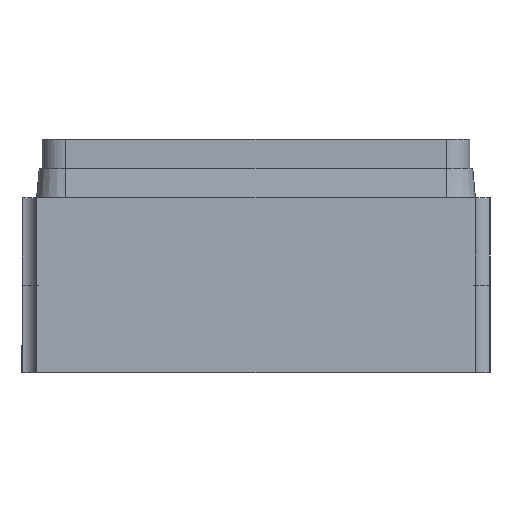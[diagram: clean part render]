
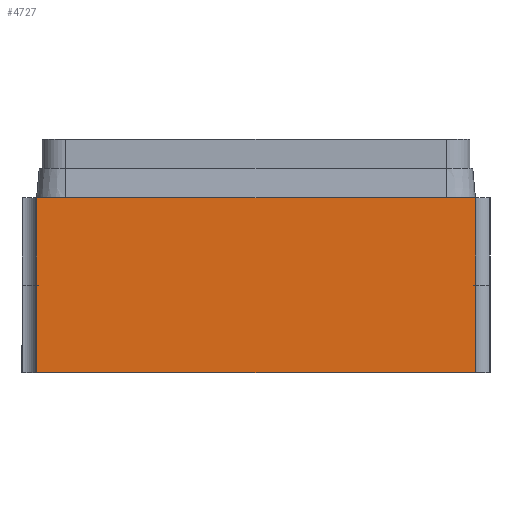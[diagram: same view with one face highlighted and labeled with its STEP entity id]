
A CAD part, left-side view. The second image highlights one B-rep face of the part: STEP entity #4727.
In plain terms, the highlighted planar face has unit normal (-1, 0, 0).
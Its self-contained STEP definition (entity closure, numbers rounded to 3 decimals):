
#578=ORIENTED_EDGE('',*,*,#1456,.T.);
#579=ORIENTED_EDGE('',*,*,#1413,.F.);
#580=ORIENTED_EDGE('',*,*,#1443,.F.);
#581=ORIENTED_EDGE('',*,*,#1476,.F.);
#582=ORIENTED_EDGE('',*,*,#1474,.T.);
#583=ORIENTED_EDGE('',*,*,#1354,.T.);
#1354=EDGE_CURVE('',#1855,#1861,#2195,.T.);
#1413=EDGE_CURVE('',#1902,#1903,#2251,.T.);
#1443=EDGE_CURVE('',#1920,#1902,#2270,.T.);
#1456=EDGE_CURVE('',#1861,#1903,#2278,.T.);
#1474=EDGE_CURVE('',#1934,#1855,#2287,.T.);
#1476=EDGE_CURVE('',#1934,#1920,#2288,.T.);
#1855=VERTEX_POINT('',#6087);
#1861=VERTEX_POINT('',#6101);
#1902=VERTEX_POINT('',#6220);
#1903=VERTEX_POINT('',#6224);
#1920=VERTEX_POINT('',#6300);
#1934=VERTEX_POINT('',#6383);
#2195=LINE('',#6102,#2509);
#2251=LINE('',#6223,#2565);
#2270=LINE('',#6301,#2584);
#2278=LINE('',#6329,#2592);
#2287=LINE('',#6382,#2601);
#2288=LINE('',#6386,#2602);
#2509=VECTOR('',#5205,1000.);
#2565=VECTOR('',#5309,1000.);
#2584=VECTOR('',#5362,1000.);
#2592=VECTOR('',#5382,1000.);
#2601=VECTOR('',#5417,1000.);
#2602=VECTOR('',#5422,1000.);
#2857=EDGE_LOOP('',(#578,#579,#580,#581,#582,#583));
#3087=FACE_BOUND('',#2857,.T.);
#3306=PLANE('',#4978);
#4727=ADVANCED_FACE('',(#3087),#3306,.F.);
#4978=AXIS2_PLACEMENT_3D('',#6385,#5420,#5421);
#5205=DIRECTION('',(0.,0.,-1.));
#5309=DIRECTION('',(0.,0.,-1.));
#5362=DIRECTION('',(0.,0.,-1.));
#5382=DIRECTION('',(0.,-1.,0.));
#5417=DIRECTION('',(0.,0.,-1.));
#5420=DIRECTION('',(1.,0.,0.));
#5421=DIRECTION('',(0.,1.,0.));
#5422=DIRECTION('',(0.,-1.,0.));
#6087=CARTESIAN_POINT('',(-1.,0.75,0.3));
#6101=CARTESIAN_POINT('',(-1.,0.75,0.));
#6102=CARTESIAN_POINT('',(-1.,0.75,0.6));
#6220=CARTESIAN_POINT('',(-1.,-0.75,0.3));
#6223=CARTESIAN_POINT('',(-1.,-0.75,0.6));
#6224=CARTESIAN_POINT('',(-1.,-0.75,0.));
#6300=CARTESIAN_POINT('',(-1.,-0.75,0.6));
#6301=CARTESIAN_POINT('',(-1.,-0.75,0.6));
#6329=CARTESIAN_POINT('',(-1.,0.75,0.));
#6382=CARTESIAN_POINT('',(-1.,0.75,0.6));
#6383=CARTESIAN_POINT('',(-1.,0.75,0.6));
#6385=CARTESIAN_POINT('',(-1.,0.75,0.6));
#6386=CARTESIAN_POINT('',(-1.,0.75,0.6));
